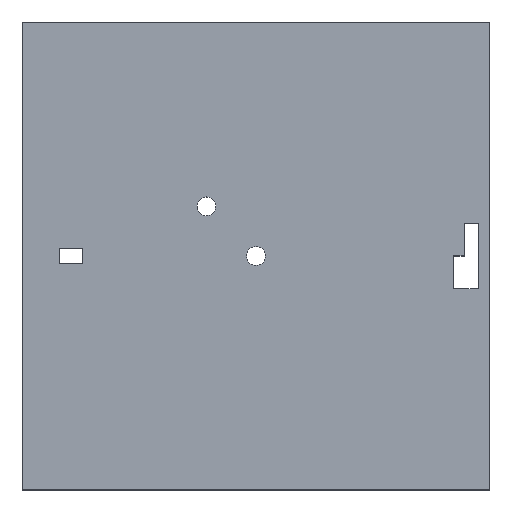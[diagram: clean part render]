
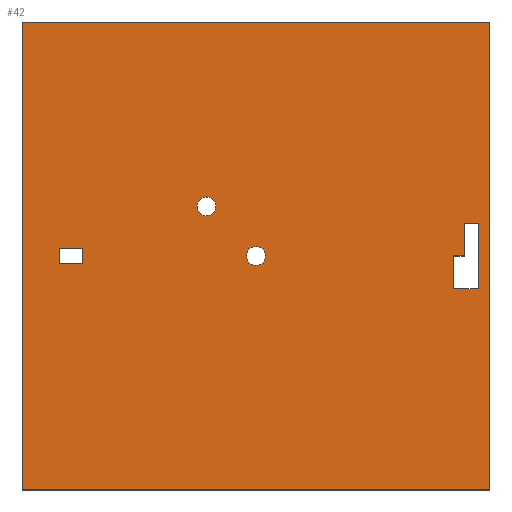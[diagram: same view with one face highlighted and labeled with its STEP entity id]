
A CAD part, top view. The second image highlights one B-rep face of the part: STEP entity #42.
In plain terms, the highlighted planar face has unit normal (0, 0, 1).
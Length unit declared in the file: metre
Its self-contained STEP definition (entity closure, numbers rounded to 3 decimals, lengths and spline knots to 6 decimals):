
#42 = ADVANCED_FACE( '', ( #95, #96, #97, #98, #99 ), #100, .T. );
#95 = FACE_BOUND( '', #166, .T. );
#96 = FACE_BOUND( '', #167, .T. );
#97 = FACE_BOUND( '', #168, .T. );
#98 = FACE_BOUND( '', #169, .T. );
#99 = FACE_OUTER_BOUND( '', #170, .T. );
#100 = PLANE( '', #171 );
#166 = EDGE_LOOP( '', ( #231 ) );
#167 = EDGE_LOOP( '', ( #232 ) );
#168 = EDGE_LOOP( '', ( #233, #234, #235, #236, #237, #238 ) );
#169 = EDGE_LOOP( '', ( #239, #240, #241, #242 ) );
#170 = EDGE_LOOP( '', ( #243, #244, #245, #246 ) );
#171 = AXIS2_PLACEMENT_3D( '', #247, #248, #249 );
#231 = ORIENTED_EDGE( '', *, *, #395, .F. );
#232 = ORIENTED_EDGE( '', *, *, #396, .F. );
#233 = ORIENTED_EDGE( '', *, *, #397, .F. );
#234 = ORIENTED_EDGE( '', *, *, #398, .T. );
#235 = ORIENTED_EDGE( '', *, *, #399, .F. );
#236 = ORIENTED_EDGE( '', *, *, #400, .F. );
#237 = ORIENTED_EDGE( '', *, *, #401, .T. );
#238 = ORIENTED_EDGE( '', *, *, #402, .F. );
#239 = ORIENTED_EDGE( '', *, *, #403, .F. );
#240 = ORIENTED_EDGE( '', *, *, #404, .T. );
#241 = ORIENTED_EDGE( '', *, *, #405, .T. );
#242 = ORIENTED_EDGE( '', *, *, #406, .F. );
#243 = ORIENTED_EDGE( '', *, *, #407, .F. );
#244 = ORIENTED_EDGE( '', *, *, #408, .T. );
#245 = ORIENTED_EDGE( '', *, *, #409, .T. );
#246 = ORIENTED_EDGE( '', *, *, #410, .F. );
#247 = CARTESIAN_POINT( '', ( 0., 0., 0.003 ) );
#248 = DIRECTION( '', ( 0., 0., 1. ) );
#249 = DIRECTION( '', ( 1., 0., 0. ) );
#395 = EDGE_CURVE( '', #459, #459, #460, .T. );
#396 = EDGE_CURVE( '', #461, #461, #462, .T. );
#397 = EDGE_CURVE( '', #463, #464, #465, .T. );
#398 = EDGE_CURVE( '', #463, #466, #467, .T. );
#399 = EDGE_CURVE( '', #468, #466, #469, .T. );
#400 = EDGE_CURVE( '', #470, #468, #471, .T. );
#401 = EDGE_CURVE( '', #470, #472, #473, .T. );
#402 = EDGE_CURVE( '', #464, #472, #474, .T. );
#403 = EDGE_CURVE( '', #475, #476, #477, .T. );
#404 = EDGE_CURVE( '', #475, #478, #479, .T. );
#405 = EDGE_CURVE( '', #478, #480, #481, .T. );
#406 = EDGE_CURVE( '', #476, #480, #482, .T. );
#407 = EDGE_CURVE( '', #483, #484, #485, .T. );
#408 = EDGE_CURVE( '', #483, #486, #487, .T. );
#409 = EDGE_CURVE( '', #486, #488, #489, .T. );
#410 = EDGE_CURVE( '', #484, #488, #490, .T. );
#459 = VERTEX_POINT( '', #555 );
#460 = CIRCLE( '', #556, 0.002 );
#461 = VERTEX_POINT( '', #557 );
#462 = CIRCLE( '', #558, 0.002 );
#463 = VERTEX_POINT( '', #559 );
#464 = VERTEX_POINT( '', #560 );
#465 = LINE( '', #561, #562 );
#466 = VERTEX_POINT( '', #563 );
#467 = LINE( '', #564, #565 );
#468 = VERTEX_POINT( '', #566 );
#469 = LINE( '', #567, #568 );
#470 = VERTEX_POINT( '', #569 );
#471 = LINE( '', #570, #571 );
#472 = VERTEX_POINT( '', #572 );
#473 = LINE( '', #573, #574 );
#474 = LINE( '', #575, #576 );
#475 = VERTEX_POINT( '', #577 );
#476 = VERTEX_POINT( '', #578 );
#477 = LINE( '', #579, #580 );
#478 = VERTEX_POINT( '', #581 );
#479 = LINE( '', #582, #583 );
#480 = VERTEX_POINT( '', #584 );
#481 = LINE( '', #585, #586 );
#482 = LINE( '', #587, #588 );
#483 = VERTEX_POINT( '', #589 );
#484 = VERTEX_POINT( '', #590 );
#485 = LINE( '', #591, #592 );
#486 = VERTEX_POINT( '', #593 );
#487 = LINE( '', #594, #595 );
#488 = VERTEX_POINT( '', #596 );
#489 = LINE( '', #597, #598 );
#490 = LINE( '', #599, #600 );
#555 = CARTESIAN_POINT( '', ( -0.008607, 0.010607, 0.003 ) );
#556 = AXIS2_PLACEMENT_3D( '', #692, #693, #694 );
#557 = CARTESIAN_POINT( '', ( 0.002, 0., 0.003 ) );
#558 = AXIS2_PLACEMENT_3D( '', #695, #696, #697 );
#559 = CARTESIAN_POINT( '', ( 0.0475, -0.007, 0.003 ) );
#560 = CARTESIAN_POINT( '', ( 0.0475, 0.007, 0.003 ) );
#561 = CARTESIAN_POINT( '', ( 0.0475, 0., 0.003 ) );
#562 = VECTOR( '', #698, 1. );
#563 = CARTESIAN_POINT( '', ( 0.0422, -0.007, 0.003 ) );
#564 = CARTESIAN_POINT( '', ( 0.046, -0.007, 0.003 ) );
#565 = VECTOR( '', #699, 1. );
#566 = CARTESIAN_POINT( '', ( 0.0422, 0., 0.003 ) );
#567 = CARTESIAN_POINT( '', ( 0.0422, -0.0035, 0.003 ) );
#568 = VECTOR( '', #700, 1. );
#569 = CARTESIAN_POINT( '', ( 0.0445, 0., 0.003 ) );
#570 = CARTESIAN_POINT( '', ( 0.04335, 0., 0.003 ) );
#571 = VECTOR( '', #701, 1. );
#572 = CARTESIAN_POINT( '', ( 0.0445, 0.007, 0.003 ) );
#573 = CARTESIAN_POINT( '', ( 0.0445, 0.0035, 0.003 ) );
#574 = VECTOR( '', #702, 1. );
#575 = CARTESIAN_POINT( '', ( 0.046, 0.007, 0.003 ) );
#576 = VECTOR( '', #703, 1. );
#577 = CARTESIAN_POINT( '', ( -0.037, -0.0015, 0.003 ) );
#578 = CARTESIAN_POINT( '', ( -0.037, 0.0015, 0.003 ) );
#579 = CARTESIAN_POINT( '', ( -0.037, 0., 0.003 ) );
#580 = VECTOR( '', #704, 1. );
#581 = CARTESIAN_POINT( '', ( -0.042, -0.0015, 0.003 ) );
#582 = CARTESIAN_POINT( '', ( -0.0395, -0.0015, 0.003 ) );
#583 = VECTOR( '', #705, 1. );
#584 = CARTESIAN_POINT( '', ( -0.042, 0.0015, 0.003 ) );
#585 = CARTESIAN_POINT( '', ( -0.042, 0., 0.003 ) );
#586 = VECTOR( '', #706, 1. );
#587 = CARTESIAN_POINT( '', ( -0.0395, 0.0015, 0.003 ) );
#588 = VECTOR( '', #707, 1. );
#589 = CARTESIAN_POINT( '', ( 0.05, -0.05, 0.003 ) );
#590 = CARTESIAN_POINT( '', ( -0.05, -0.05, 0.003 ) );
#591 = CARTESIAN_POINT( '', ( 0., -0.05, 0.003 ) );
#592 = VECTOR( '', #708, 1. );
#593 = CARTESIAN_POINT( '', ( 0.05, 0.05, 0.003 ) );
#594 = CARTESIAN_POINT( '', ( 0.05, 0., 0.003 ) );
#595 = VECTOR( '', #709, 1. );
#596 = CARTESIAN_POINT( '', ( -0.05, 0.05, 0.003 ) );
#597 = CARTESIAN_POINT( '', ( 0., 0.05, 0.003 ) );
#598 = VECTOR( '', #710, 1. );
#599 = CARTESIAN_POINT( '', ( -0.05, 0., 0.003 ) );
#600 = VECTOR( '', #711, 1. );
#692 = CARTESIAN_POINT( '', ( -0.010607, 0.010607, 0.003 ) );
#693 = DIRECTION( '', ( 0., 0., 1. ) );
#694 = DIRECTION( '', ( 1., 0., 0. ) );
#695 = CARTESIAN_POINT( '', ( 0., 0., 0.003 ) );
#696 = DIRECTION( '', ( 0., 0., 1. ) );
#697 = DIRECTION( '', ( 1., 0., 0. ) );
#698 = DIRECTION( '', ( 0., 1., 0. ) );
#699 = DIRECTION( '', ( -1., 0., 0. ) );
#700 = DIRECTION( '', ( 0., -1., 0. ) );
#701 = DIRECTION( '', ( -1., 0., 0. ) );
#702 = DIRECTION( '', ( 0., 1., 0. ) );
#703 = DIRECTION( '', ( -1., 0., 0. ) );
#704 = DIRECTION( '', ( 0., 1., 0. ) );
#705 = DIRECTION( '', ( -1., 0., 0. ) );
#706 = DIRECTION( '', ( 0., 1., 0. ) );
#707 = DIRECTION( '', ( -1., 0., 0. ) );
#708 = DIRECTION( '', ( -1., 0., 0. ) );
#709 = DIRECTION( '', ( 0., 1., 0. ) );
#710 = DIRECTION( '', ( -1., 0., 0. ) );
#711 = DIRECTION( '', ( 0., 1., 0. ) );
